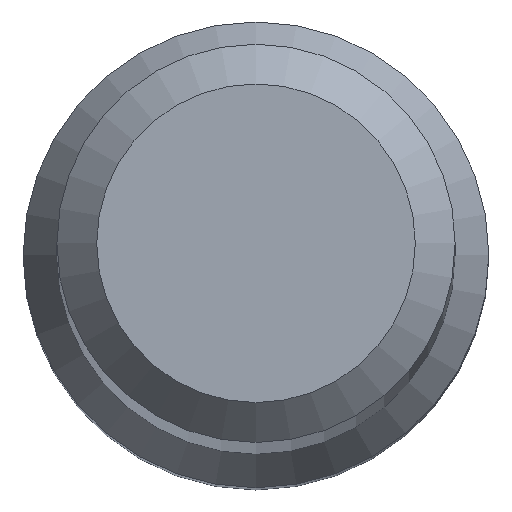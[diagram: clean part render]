
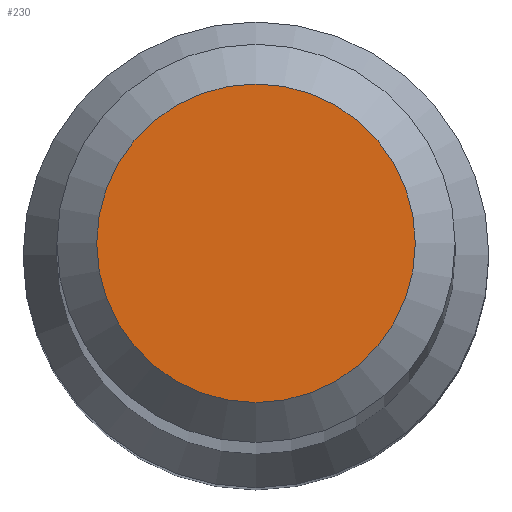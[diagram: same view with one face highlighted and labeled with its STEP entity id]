
A CAD part, top view. The second image highlights one B-rep face of the part: STEP entity #230.
In plain terms, the highlighted planar face has unit normal (0, 0, 1).
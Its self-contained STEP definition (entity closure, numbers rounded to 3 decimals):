
#20 = VERTEX_POINT ( 'NONE', #130 ) ;
#62 = AXIS2_PLACEMENT_3D ( 'NONE', #153, #148, #225 ) ;
#69 = AXIS2_PLACEMENT_3D ( 'NONE', #213, #185, #207 ) ;
#81 = PLANE ( 'NONE',  #69 ) ;
#130 = CARTESIAN_POINT ( 'NONE',  ( 0., 1.6, 80. ) ) ;
#135 = FACE_OUTER_BOUND ( 'NONE', #174, .T. ) ;
#142 = CIRCLE ( 'NONE', #62, 1.6 ) ;
#148 = DIRECTION ( 'NONE',  ( 0., 0., -1. ) ) ;
#153 = CARTESIAN_POINT ( 'NONE',  ( 0., 0., 80. ) ) ;
#174 = EDGE_LOOP ( 'NONE', ( #231 ) ) ;
#185 = DIRECTION ( 'NONE',  ( 0., 0., 1. ) ) ;
#204 = EDGE_CURVE ( 'NONE', #20, #20, #142, .T. ) ;
#207 = DIRECTION ( 'NONE',  ( 0., -1., 0. ) ) ;
#213 = CARTESIAN_POINT ( 'NONE',  ( 0., 0., 80. ) ) ;
#225 = DIRECTION ( 'NONE',  ( 0., 1., 0. ) ) ;
#230 = ADVANCED_FACE ( 'NONE', ( #135 ), #81, .T. ) ;
#231 = ORIENTED_EDGE ( 'NONE', *, *, #204, .F. ) ;
